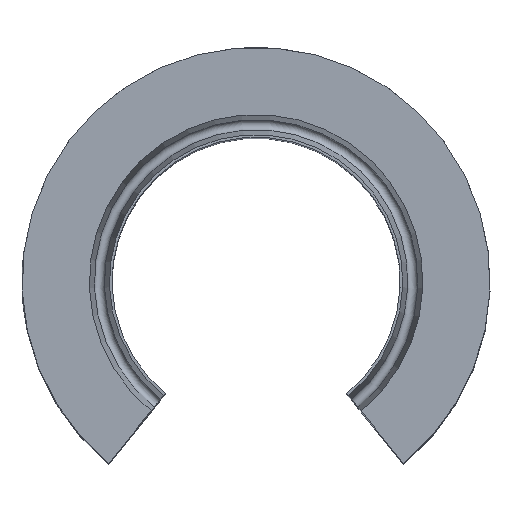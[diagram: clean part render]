
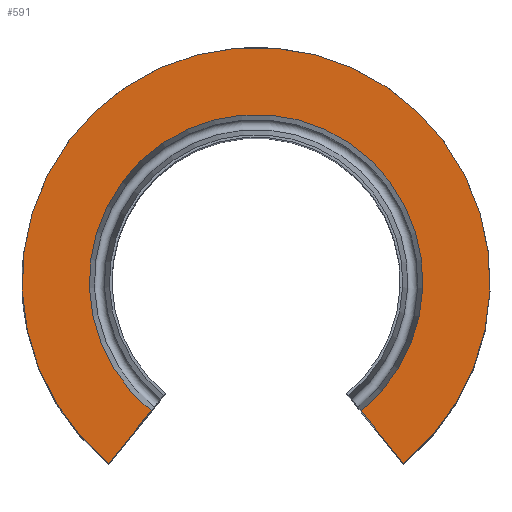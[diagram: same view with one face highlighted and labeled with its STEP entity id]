
A CAD part, top view. The second image highlights one B-rep face of the part: STEP entity #591.
In plain terms, the highlighted planar face has unit normal (0, 0, 1).
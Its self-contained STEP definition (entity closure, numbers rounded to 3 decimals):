
#10 = EDGE_CURVE ( 'NONE', #256, #250, #828, .T. ) ;
#28 = AXIS2_PLACEMENT_3D ( 'NONE', #1511, #1531, #1532 ) ;
#39 = EDGE_CURVE ( 'NONE', #304, #250, #857, .T. ) ;
#40 = EDGE_CURVE ( 'NONE', #285, #256, #859, .T. ) ;
#70 = EDGE_CURVE ( 'NONE', #304, #285, #873, .T. ) ;
#154 = AXIS2_PLACEMENT_3D ( 'NONE', #359, #360, #361 ) ;
#179 = AXIS2_PLACEMENT_3D ( 'NONE', #362, #363, #364 ) ;
#250 = VERTEX_POINT ( 'NONE', #1237 ) ;
#256 = VERTEX_POINT ( 'NONE', #1222 ) ;
#263 = CARTESIAN_POINT ( 'NONE',  ( 0., 0., 0. ) ) ;
#285 = VERTEX_POINT ( 'NONE', #1283 ) ;
#304 = VERTEX_POINT ( 'NONE', #1302 ) ;
#312 = DIRECTION ( 'NONE',  ( -0.629, -0.777, 0. ) ) ;
#359 = CARTESIAN_POINT ( 'NONE',  ( 0., 0., 0. ) ) ;
#360 = DIRECTION ( 'NONE',  ( 0., 0., 1. ) ) ;
#361 = DIRECTION ( 'NONE',  ( 1., 0., 0. ) ) ;
#362 = CARTESIAN_POINT ( 'NONE',  ( 0., 0., 0. ) ) ;
#363 = DIRECTION ( 'NONE',  ( 0., 0., 1. ) ) ;
#364 = DIRECTION ( 'NONE',  ( 1., 0., 0. ) ) ;
#390 = CARTESIAN_POINT ( 'NONE',  ( 0., 0., 0. ) ) ;
#391 = DIRECTION ( 'NONE',  ( -0.629, 0.777, 0. ) ) ;
#522 = EDGE_LOOP ( 'NONE', ( #675, #676, #677, #678 ) ) ;
#591 = ADVANCED_FACE ( 'NONE', ( #1089 ), #1519, .F. ) ;
#675 = ORIENTED_EDGE ( 'NONE', *, *, #40, .F. ) ;
#676 = ORIENTED_EDGE ( 'NONE', *, *, #70, .F. ) ;
#677 = ORIENTED_EDGE ( 'NONE', *, *, #39, .T. ) ;
#678 = ORIENTED_EDGE ( 'NONE', *, *, #10, .F. ) ;
#828 = LINE ( 'NONE', #263, #829 ) ;
#829 = VECTOR ( 'NONE', #312, 1000. ) ;
#857 = CIRCLE ( 'NONE', #154, 12.995 ) ;
#859 = CIRCLE ( 'NONE', #179, 9.262 ) ;
#873 = LINE ( 'NONE', #390, #874 ) ;
#874 = VECTOR ( 'NONE', #391, 1000. ) ;
#1089 = FACE_OUTER_BOUND ( 'NONE', #522, .T. ) ;
#1222 = CARTESIAN_POINT ( 'NONE',  ( -5.829, -7.198, 0. ) ) ;
#1237 = CARTESIAN_POINT ( 'NONE',  ( -8.178, -10.099, 0. ) ) ;
#1283 = CARTESIAN_POINT ( 'NONE',  ( 5.829, -7.198, 0. ) ) ;
#1302 = CARTESIAN_POINT ( 'NONE',  ( 8.178, -10.099, 0. ) ) ;
#1511 = CARTESIAN_POINT ( 'NONE',  ( 0., 8., 0. ) ) ;
#1519 = PLANE ( 'NONE',  #28 ) ;
#1531 = DIRECTION ( 'NONE',  ( 0., 0., -1. ) ) ;
#1532 = DIRECTION ( 'NONE',  ( -1., 0., 0. ) ) ;
